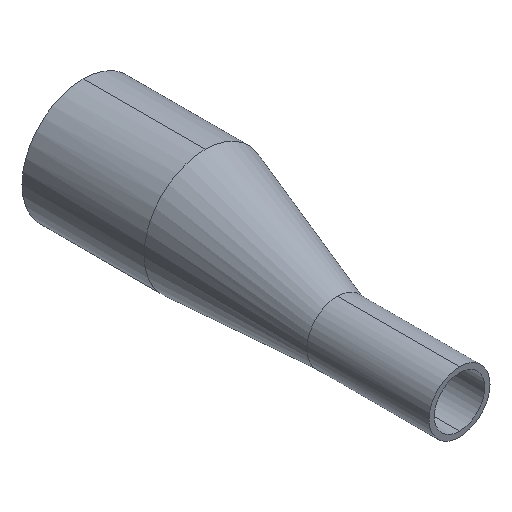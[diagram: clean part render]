
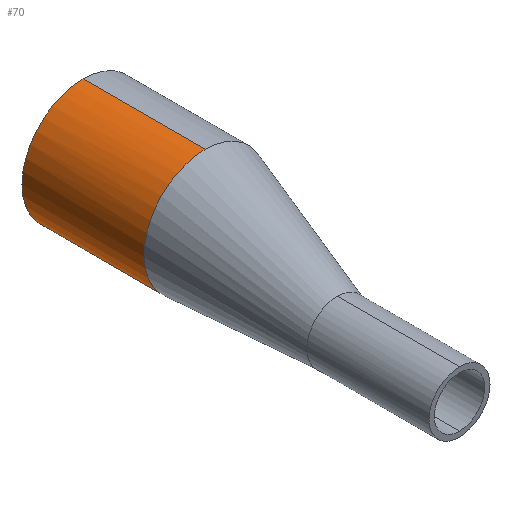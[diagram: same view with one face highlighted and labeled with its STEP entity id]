
A CAD part, isometric view. The second image highlights one B-rep face of the part: STEP entity #70.
In plain terms, the highlighted cylindrical face has radius 19.05 mm (diameter 38.1 mm), a partial arc.
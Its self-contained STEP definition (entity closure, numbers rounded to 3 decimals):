
#15 = EDGE_CURVE ( 'NONE', #98, #351, #866, .T. ) ;
#17 = EDGE_CURVE ( 'NONE', #98, #792, #52, .T. ) ;
#24 = CIRCLE ( 'NONE', #108, 19.05 ) ;
#52 = CIRCLE ( 'NONE', #716, 19.05 ) ;
#70 = ADVANCED_FACE ( 'NONE', ( #943 ), #467, .T. ) ;
#76 = DIRECTION ( 'NONE',  ( 0., -1., 0. ) ) ;
#85 = CARTESIAN_POINT ( 'NONE',  ( 9.525, 50.8, -19.05 ) ) ;
#86 = VECTOR ( 'NONE', #76, 1000. ) ;
#96 = VERTEX_POINT ( 'NONE', #765 ) ;
#98 = VERTEX_POINT ( 'NONE', #839 ) ;
#108 = AXIS2_PLACEMENT_3D ( 'NONE', #927, #245, #462 ) ;
#122 = CARTESIAN_POINT ( 'NONE',  ( 9.525, 88.9, 19.05 ) ) ;
#171 = CARTESIAN_POINT ( 'NONE',  ( 9.525, 88.9, -19.05 ) ) ;
#198 = ORIENTED_EDGE ( 'NONE', *, *, #487, .F. ) ;
#228 = CIRCLE ( 'NONE', #894, 19.05 ) ;
#231 = CARTESIAN_POINT ( 'NONE',  ( 9.525, 88.9, 19.05 ) ) ;
#245 = DIRECTION ( 'NONE',  ( 0., 1., 0. ) ) ;
#250 = DIRECTION ( 'NONE',  ( 0., 0., -1. ) ) ;
#327 = DIRECTION ( 'NONE',  ( 0., -1., 0. ) ) ;
#329 = ORIENTED_EDGE ( 'NONE', *, *, #330, .T. ) ;
#330 = EDGE_CURVE ( 'NONE', #351, #490, #24, .T. ) ;
#351 = VERTEX_POINT ( 'NONE', #85 ) ;
#381 = ORIENTED_EDGE ( 'NONE', *, *, #17, .F. ) ;
#385 = DIRECTION ( 'NONE',  ( 0., 0., 1. ) ) ;
#393 = ORIENTED_EDGE ( 'NONE', *, *, #858, .T. ) ;
#408 = EDGE_LOOP ( 'NONE', ( #198, #381, #617, #329, #393 ) ) ;
#433 = DIRECTION ( 'NONE',  ( 0., 0., 1. ) ) ;
#462 = DIRECTION ( 'NONE',  ( 0., 0., 1. ) ) ;
#467 = CYLINDRICAL_SURFACE ( 'NONE', #789, 19.05 ) ;
#487 = EDGE_CURVE ( 'NONE', #792, #96, #904, .T. ) ;
#490 = VERTEX_POINT ( 'NONE', #528 ) ;
#528 = CARTESIAN_POINT ( 'NONE',  ( -9.52, 50.8, -0.455 ) ) ;
#617 = ORIENTED_EDGE ( 'NONE', *, *, #15, .T. ) ;
#671 = DIRECTION ( 'NONE',  ( 0., 1., 0. ) ) ;
#716 = AXIS2_PLACEMENT_3D ( 'NONE', #859, #867, #385 ) ;
#763 = CARTESIAN_POINT ( 'NONE',  ( 9.525, 50.8, 0. ) ) ;
#765 = CARTESIAN_POINT ( 'NONE',  ( 9.525, 50.8, 19.05 ) ) ;
#789 = AXIS2_PLACEMENT_3D ( 'NONE', #791, #870, #250 ) ;
#791 = CARTESIAN_POINT ( 'NONE',  ( 9.525, 88.9, 0. ) ) ;
#792 = VERTEX_POINT ( 'NONE', #122 ) ;
#812 = VECTOR ( 'NONE', #327, 1000. ) ;
#839 = CARTESIAN_POINT ( 'NONE',  ( 9.525, 88.9, -19.05 ) ) ;
#858 = EDGE_CURVE ( 'NONE', #490, #96, #228, .T. ) ;
#859 = CARTESIAN_POINT ( 'NONE',  ( 9.525, 88.9, 0. ) ) ;
#866 = LINE ( 'NONE', #171, #812 ) ;
#867 = DIRECTION ( 'NONE',  ( 0., 1., 0. ) ) ;
#870 = DIRECTION ( 'NONE',  ( 0., -1., 0. ) ) ;
#894 = AXIS2_PLACEMENT_3D ( 'NONE', #763, #671, #433 ) ;
#904 = LINE ( 'NONE', #231, #86 ) ;
#927 = CARTESIAN_POINT ( 'NONE',  ( 9.525, 50.8, 0. ) ) ;
#943 = FACE_OUTER_BOUND ( 'NONE', #408, .T. ) ;
